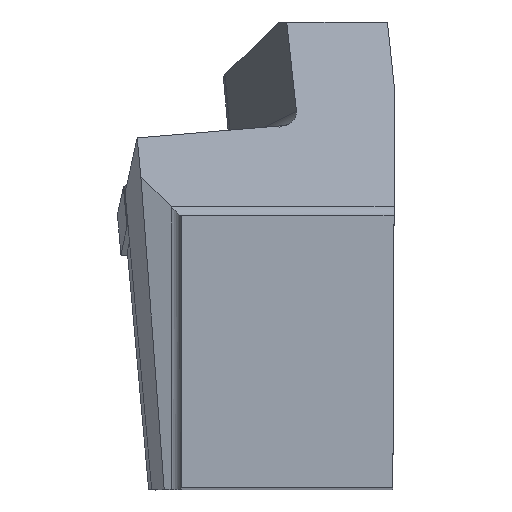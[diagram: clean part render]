
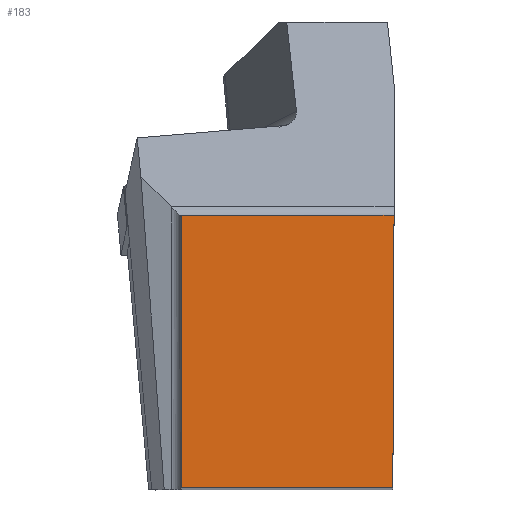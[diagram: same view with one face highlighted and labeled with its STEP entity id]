
A CAD part, top view. The second image highlights one B-rep face of the part: STEP entity #183.
In plain terms, the highlighted planar face has unit normal (0, 0, 1).
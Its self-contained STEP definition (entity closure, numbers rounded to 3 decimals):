
#140=FACE_OUTER_BOUND('',#427,.T.);
#183=ADVANCED_FACE('SHANK_FACE_BACK',(#140),#219,.F.);
#219=PLANE('',#1006);
#249=LINE('',#1426,#328);
#260=LINE('',#1456,#339);
#295=LINE('',#1564,#374);
#296=LINE('',#1566,#375);
#328=VECTOR('',#1108,1.);
#339=VECTOR('',#1129,1.);
#374=VECTOR('',#1214,1.);
#375=VECTOR('',#1215,1.);
#427=EDGE_LOOP('',(#591,#592,#593,#594));
#591=ORIENTED_EDGE('',*,*,#841,.F.);
#592=ORIENTED_EDGE('',*,*,#778,.T.);
#593=ORIENTED_EDGE('',*,*,#793,.T.);
#594=ORIENTED_EDGE('',*,*,#842,.F.);
#695=VERTEX_POINT('',#1425);
#696=VERTEX_POINT('',#1427);
#709=VERTEX_POINT('',#1455);
#742=VERTEX_POINT('',#1565);
#778=EDGE_CURVE('',#696,#695,#249,.T.);
#793=EDGE_CURVE('',#695,#709,#260,.T.);
#841=EDGE_CURVE('',#696,#742,#295,.T.);
#842=EDGE_CURVE('',#742,#709,#296,.T.);
#1006=AXIS2_PLACEMENT_3D('',#1567,#1216,#1217);
#1108=DIRECTION('',(1.,0.,0.));
#1129=DIRECTION('',(0.004,1.,0.));
#1214=DIRECTION('',(0.,1.,0.));
#1215=DIRECTION('',(1.,0.,0.));
#1216=DIRECTION('',(0.,0.,-1.));
#1217=DIRECTION('',(-0.996,-0.089,0.));
#1425=CARTESIAN_POINT('',(-0.139,0.,0.));
#1426=CARTESIAN_POINT('',(-35.441,0.,0.));
#1427=CARTESIAN_POINT('',(-24.875,0.,0.));
#1455=CARTESIAN_POINT('',(0.,31.85,0.));
#1456=CARTESIAN_POINT('',(-0.973,-191.233,0.));
#1564=CARTESIAN_POINT('',(-24.875,-7.093,0.));
#1565=CARTESIAN_POINT('',(-24.875,31.85,0.));
#1566=CARTESIAN_POINT('',(-35.441,31.85,0.));
#1567=CARTESIAN_POINT('',(0.,0.,
0.));
